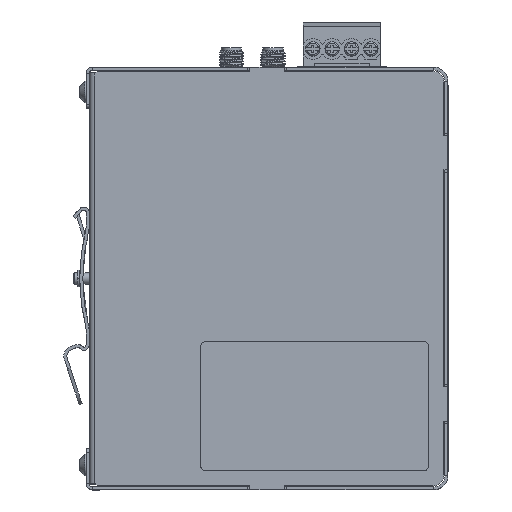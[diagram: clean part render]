
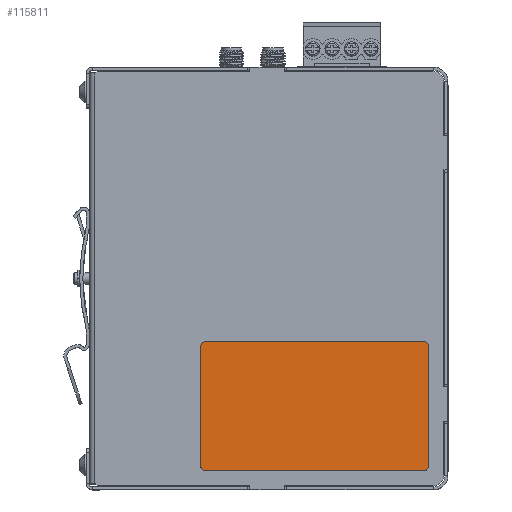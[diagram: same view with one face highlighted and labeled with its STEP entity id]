
A CAD part, top view. The second image highlights one B-rep face of the part: STEP entity #115811.
In plain terms, the highlighted planar face has unit normal (0, 0, 1).
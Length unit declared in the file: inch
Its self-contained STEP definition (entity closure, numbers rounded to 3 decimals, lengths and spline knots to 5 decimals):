
#2167 = VERTEX_POINT ( 'NONE', #29919 ) ;
#6512 = ORIENTED_EDGE ( 'NONE', *, *, #79905, .T. ) ;
#7648 = ORIENTED_EDGE ( 'NONE', *, *, #10601, .T. ) ;
#7669 = CARTESIAN_POINT ( 'NONE',  ( 1.1811, 0.66929, 0.00681 ) ) ;
#8196 = CARTESIAN_POINT ( 'NONE',  ( -1.1811, 0.66929, 0.00681 ) ) ;
#8551 = CARTESIAN_POINT ( 'NONE',  ( 1.12205, -0.61024, 0.00681 ) ) ;
#9794 = FACE_OUTER_BOUND ( 'NONE', #64766, .T. ) ;
#9836 = ORIENTED_EDGE ( 'NONE', *, *, #65154, .F. ) ;
#10601 = EDGE_CURVE ( 'NONE', #19582, #15920, #101546, .T. ) ;
#11926 = DIRECTION ( 'NONE',  ( 1., 0., 0. ) ) ;
#13890 = AXIS2_PLACEMENT_3D ( 'NONE', #8551, #44886, #90376 ) ;
#15920 = VERTEX_POINT ( 'NONE', #109621 ) ;
#16158 = VERTEX_POINT ( 'NONE', #21697 ) ;
#19582 = VERTEX_POINT ( 'NONE', #117634 ) ;
#21697 = CARTESIAN_POINT ( 'NONE',  ( 1.12205, -0.66929, 0.00681 ) ) ;
#21861 = LINE ( 'NONE', #94507, #94015 ) ;
#22866 = DIRECTION ( 'NONE',  ( 0., -1., 0. ) ) ;
#22874 = LINE ( 'NONE', #105845, #63259 ) ;
#29919 = CARTESIAN_POINT ( 'NONE',  ( -1.12205, -0.66929, 0.00681 ) ) ;
#30957 = CARTESIAN_POINT ( 'NONE',  ( -1.1811, 0.61024, 0.00681 ) ) ;
#34475 = DIRECTION ( 'NONE',  ( -1., 0., 0. ) ) ;
#38365 = LINE ( 'NONE', #7669, #44160 ) ;
#38726 = VERTEX_POINT ( 'NONE', #30957 ) ;
#38888 = CARTESIAN_POINT ( 'NONE',  ( 1.12205, 0.61024, 0.00681 ) ) ;
#38929 = AXIS2_PLACEMENT_3D ( 'NONE', #38888, #103695, #112990 ) ;
#41376 = VERTEX_POINT ( 'NONE', #109016 ) ;
#44160 = VECTOR ( 'NONE', #109248, 39.37008 ) ;
#44758 = ORIENTED_EDGE ( 'NONE', *, *, #63239, .T. ) ;
#44886 = DIRECTION ( 'NONE',  ( 0., 0., -1. ) ) ;
#48665 = DIRECTION ( 'NONE',  ( 1., 0., 0. ) ) ;
#49161 = VERTEX_POINT ( 'NONE', #53068 ) ;
#51421 = CARTESIAN_POINT ( 'NONE',  ( 1.1811, 0.61024, 0.00681 ) ) ;
#53068 = CARTESIAN_POINT ( 'NONE',  ( -1.1811, -0.61024, 0.00681 ) ) ;
#59155 = AXIS2_PLACEMENT_3D ( 'NONE', #102627, #103816, #48665 ) ;
#60940 = AXIS2_PLACEMENT_3D ( 'NONE', #91105, #110435, #100340 ) ;
#62038 = ORIENTED_EDGE ( 'NONE', *, *, #90649, .F. ) ;
#63239 = EDGE_CURVE ( 'NONE', #38726, #49161, #22874, .T. ) ;
#63251 = DIRECTION ( 'NONE',  ( 1., 0., 0. ) ) ;
#63259 = VECTOR ( 'NONE', #22866, 39.37008 ) ;
#64409 = CIRCLE ( 'NONE', #105615, 0.05906 ) ;
#64766 = EDGE_LOOP ( 'NONE', ( #92468, #9836, #6512, #78006, #7648, #62038, #44758, #97590 ) ) ;
#65154 = EDGE_CURVE ( 'NONE', #41376, #16158, #107117, .T. ) ;
#69920 = CIRCLE ( 'NONE', #59155, 0.05906 ) ;
#71333 = CARTESIAN_POINT ( 'NONE',  ( -1.12205, 0.61024, 0.00681 ) ) ;
#77533 = EDGE_CURVE ( 'NONE', #2167, #49161, #69920, .T. ) ;
#77754 = CIRCLE ( 'NONE', #38929, 0.05906 ) ;
#78006 = ORIENTED_EDGE ( 'NONE', *, *, #100217, .F. ) ;
#79905 = EDGE_CURVE ( 'NONE', #41376, #103201, #38365, .T. ) ;
#80634 = DIRECTION ( 'NONE',  ( 0., 0., -1. ) ) ;
#81889 = PLANE ( 'NONE',  #60940 ) ;
#82411 = EDGE_CURVE ( 'NONE', #2167, #16158, #21861, .T. ) ;
#90376 = DIRECTION ( 'NONE',  ( 1., 0., 0. ) ) ;
#90649 = EDGE_CURVE ( 'NONE', #38726, #15920, #64409, .T. ) ;
#91105 = CARTESIAN_POINT ( 'NONE',  ( 0., 0., 0.00681 ) ) ;
#92468 = ORIENTED_EDGE ( 'NONE', *, *, #82411, .T. ) ;
#94015 = VECTOR ( 'NONE', #11926, 39.37008 ) ;
#94507 = CARTESIAN_POINT ( 'NONE',  ( -1.1811, -0.66929, 0.00681 ) ) ;
#97590 = ORIENTED_EDGE ( 'NONE', *, *, #77533, .F. ) ;
#100217 = EDGE_CURVE ( 'NONE', #19582, #103201, #77754, .T. ) ;
#100340 = DIRECTION ( 'NONE',  ( 1., 0., 0. ) ) ;
#101546 = LINE ( 'NONE', #8196, #102937 ) ;
#102627 = CARTESIAN_POINT ( 'NONE',  ( -1.12205, -0.61024, 0.00681 ) ) ;
#102937 = VECTOR ( 'NONE', #34475, 39.37008 ) ;
#103201 = VERTEX_POINT ( 'NONE', #51421 ) ;
#103695 = DIRECTION ( 'NONE',  ( 0., 0., -1. ) ) ;
#103816 = DIRECTION ( 'NONE',  ( 0., 0., -1. ) ) ;
#105615 = AXIS2_PLACEMENT_3D ( 'NONE', #71333, #80634, #63251 ) ;
#105845 = CARTESIAN_POINT ( 'NONE',  ( -1.1811, 0.66929, 0.00681 ) ) ;
#107117 = CIRCLE ( 'NONE', #13890, 0.05906 ) ;
#109016 = CARTESIAN_POINT ( 'NONE',  ( 1.1811, -0.61024, 0.00681 ) ) ;
#109248 = DIRECTION ( 'NONE',  ( 0., 1., 0. ) ) ;
#109621 = CARTESIAN_POINT ( 'NONE',  ( -1.12205, 0.66929, 0.00681 ) ) ;
#110435 = DIRECTION ( 'NONE',  ( 0., 0., 1. ) ) ;
#112990 = DIRECTION ( 'NONE',  ( 1., 0., 0. ) ) ;
#115811 = ADVANCED_FACE ( 'NONE', ( #9794 ), #81889, .T. ) ;
#117634 = CARTESIAN_POINT ( 'NONE',  ( 1.12205, 0.66929, 0.00681 ) ) ;
